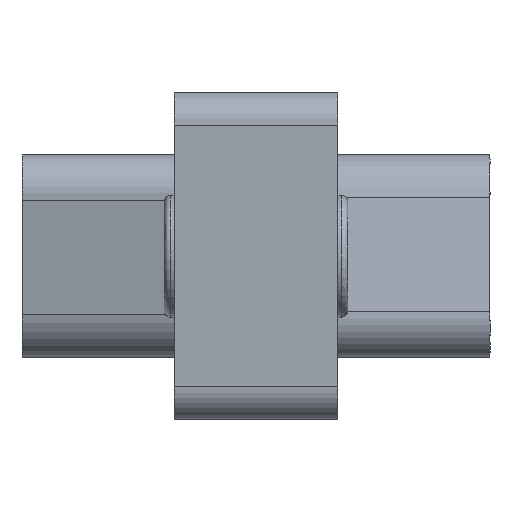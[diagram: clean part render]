
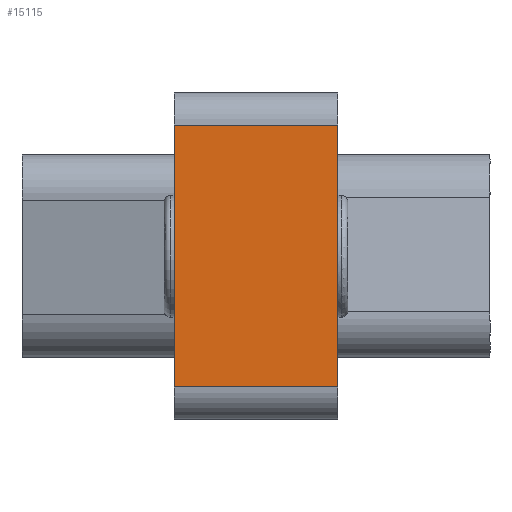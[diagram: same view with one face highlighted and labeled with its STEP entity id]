
A CAD part, left-side view. The second image highlights one B-rep face of the part: STEP entity #15115.
In plain terms, the highlighted planar face has unit normal (-1, 0, 0).
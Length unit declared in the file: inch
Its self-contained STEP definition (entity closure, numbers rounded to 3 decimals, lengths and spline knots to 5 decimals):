
#636 = EDGE_LOOP ( 'NONE', ( #3326, #3323, #3324, #3321 ) ) ;
#3321 = ORIENTED_EDGE ( 'NONE', *, *, #26185, .T. ) ;
#3323 = ORIENTED_EDGE ( 'NONE', *, *, #23310, .T. ) ;
#3324 = ORIENTED_EDGE ( 'NONE', *, *, #26201, .F. ) ;
#3326 = ORIENTED_EDGE ( 'NONE', *, *, #19238, .T. ) ;
#3623 = VERTEX_POINT ( 'NONE', #7044 ) ;
#3638 = VERTEX_POINT ( 'NONE', #6938 ) ;
#3710 = VERTEX_POINT ( 'NONE', #7160 ) ;
#3826 = VERTEX_POINT ( 'NONE', #7074 ) ;
#5412 = FACE_OUTER_BOUND ( 'NONE', #636, .T. ) ;
#6017 = LINE ( 'NONE', #24831, #6025 ) ;
#6025 = VECTOR ( 'NONE', #24861, 39.37008 ) ;
#6938 = CARTESIAN_POINT ( 'NONE',  ( -0.625, 0.125, 0.2 ) ) ;
#7044 = CARTESIAN_POINT ( 'NONE',  ( -0.625, 0.125, -0.2 ) ) ;
#7074 = CARTESIAN_POINT ( 'NONE',  ( -0.625, -0.125, 0.2 ) ) ;
#7160 = CARTESIAN_POINT ( 'NONE',  ( -0.625, -0.125, -0.2 ) ) ;
#7459 = LINE ( 'NONE', #13595, #7460 ) ;
#7460 = VECTOR ( 'NONE', #13596, 39.37008 ) ;
#7744 = LINE ( 'NONE', #9535, #7747 ) ;
#7747 = VECTOR ( 'NONE', #9537, 39.37008 ) ;
#7763 = LINE ( 'NONE', #9610, #7764 ) ;
#7764 = VECTOR ( 'NONE', #9611, 39.37008 ) ;
#8692 = DIRECTION ( 'NONE',  ( 0., 0., -1. ) ) ;
#8693 = DIRECTION ( 'NONE',  ( 1., 0., 0. ) ) ;
#8697 = CARTESIAN_POINT ( 'NONE',  ( -0.625, 0.125, 0.25 ) ) ;
#8701 = PLANE ( 'NONE',  #17503 ) ;
#9535 = CARTESIAN_POINT ( 'NONE',  ( -0.625, 0.125, -0.2 ) ) ;
#9537 = DIRECTION ( 'NONE',  ( 0., -1., 0. ) ) ;
#9610 = CARTESIAN_POINT ( 'NONE',  ( -0.625, 0.125, 0.25 ) ) ;
#9611 = DIRECTION ( 'NONE',  ( 0., 0., 1. ) ) ;
#13595 = CARTESIAN_POINT ( 'NONE',  ( -0.625, 0.125, 0.2 ) ) ;
#13596 = DIRECTION ( 'NONE',  ( 0., 1., 0. ) ) ;
#15115 = ADVANCED_FACE ( 'NONE', ( #5412 ), #8701, .F. ) ;
#17503 = AXIS2_PLACEMENT_3D ( 'NONE', #8697, #8693, #8692 ) ;
#19238 = EDGE_CURVE ( 'NONE', #3710, #3826, #6017, .T. ) ;
#23310 = EDGE_CURVE ( 'NONE', #3826, #3638, #7459, .T. ) ;
#24831 = CARTESIAN_POINT ( 'NONE',  ( -0.625, -0.125, 0.25 ) ) ;
#24861 = DIRECTION ( 'NONE',  ( 0., 0., 1. ) ) ;
#26185 = EDGE_CURVE ( 'NONE', #3623, #3710, #7744, .T. ) ;
#26201 = EDGE_CURVE ( 'NONE', #3623, #3638, #7763, .T. ) ;
